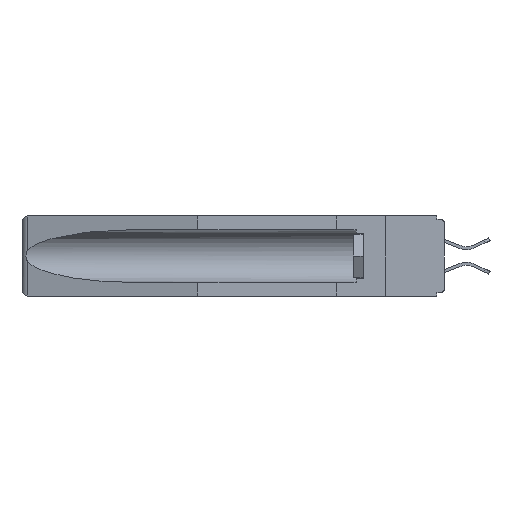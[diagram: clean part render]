
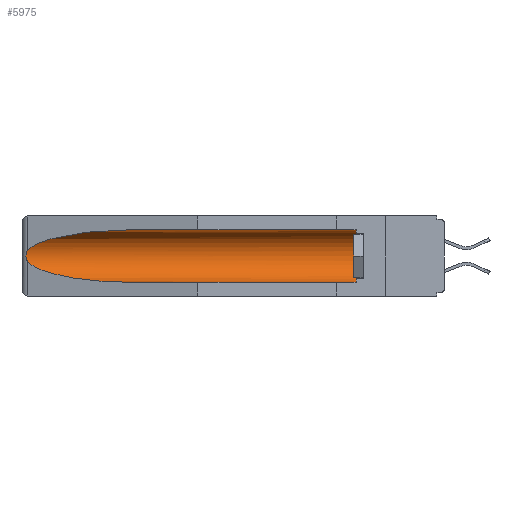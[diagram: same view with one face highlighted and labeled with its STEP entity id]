
A CAD part, left-side view. The second image highlights one B-rep face of the part: STEP entity #5975.
In plain terms, the highlighted cylindrical face has radius 2.857 mm (diameter 5.715 mm), a partial arc.
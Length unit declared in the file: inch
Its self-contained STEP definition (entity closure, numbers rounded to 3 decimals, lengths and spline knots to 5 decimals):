
#89 = CARTESIAN_POINT ( 'NONE',  ( 0.26537, 1.52718, -0.14972 ) ) ;
#5510 = B_SPLINE_CURVE_WITH_KNOTS ( 'NONE', 3,
 ( #22827, #28009, #10347, #7986, #13260, #7872, #20162, #5861, #17904, #15202 ),
 .UNSPECIFIED., .F., .F.,
 ( 4, 2, 2, 2, 4 ),
 ( 0., 0.00029, 0.00058, 0.00087, 0.00117 ),
 .UNSPECIFIED. ) ;
#5861 = CARTESIAN_POINT ( 'NONE',  ( 0.26655, 1.53094, -0.18657 ) ) ;
#5975 = ADVANCED_FACE ( 'NONE', ( #7339 ), #6214, .F. ) ;
#6214 = CYLINDRICAL_SURFACE ( 'NONE', #20191, 0.1125 ) ;
#6747 = LINE ( 'NONE', #27066, #10577 ) ;
#7339 = FACE_OUTER_BOUND ( 'NONE', #9002, .T. ) ;
#7466 = CARTESIAN_POINT ( 'NONE',  ( 0.21114, 1.30732, -0.059 ) ) ;
#7872 = CARTESIAN_POINT ( 'NONE',  ( 0.2675, 1.53308, -0.17534 ) ) ;
#7986 = CARTESIAN_POINT ( 'NONE',  ( 0.2673, 1.5327, -0.16383 ) ) ;
#9002 = EDGE_LOOP ( 'NONE', ( #21848, #20942, #9445, #20313, #9124, #25144 ) ) ;
#9124 = ORIENTED_EDGE ( 'NONE', *, *, #13247, .T. ) ;
#9445 = ORIENTED_EDGE ( 'NONE', *, *, #14569, .T. ) ;
#10347 = CARTESIAN_POINT ( 'NONE',  ( 0.26654, 1.53092, -0.15636 ) ) ;
#10577 = VECTOR ( 'NONE', #14831, 39.37008 ) ;
#10674 = VERTEX_POINT ( 'NONE', #20392 ) ;
#12936 = CARTESIAN_POINT ( 'NONE',  ( 0.155, -0.30754, -0.284 ) ) ;
#13230 = DIRECTION ( 'NONE',  ( 0., 0., 1. ) ) ;
#13247 = EDGE_CURVE ( 'NONE', #14247, #23000, #28480, .T. ) ;
#13260 = CARTESIAN_POINT ( 'NONE',  ( 0.2675, 1.53308, -0.16763 ) ) ;
#13817 = DIRECTION ( 'NONE',  ( 0., -1., 0. ) ) ;
#13943 = CARTESIAN_POINT ( 'NONE',  ( 0.25451, 1.48313, -0.24835 ) ) ;
#14247 = VERTEX_POINT ( 'NONE', #21823 ) ;
#14569 = EDGE_CURVE ( 'NONE', #20253, #28644, #27386, .T. ) ;
#14831 = DIRECTION ( 'NONE',  ( 0., 1., 0. ) ) ;
#14851 = EDGE_CURVE ( 'NONE', #10674, #21946, #21693, .T. ) ;
#15202 = CARTESIAN_POINT ( 'NONE',  ( 0.26537, 1.52718, -0.19328 ) ) ;
#17904 = CARTESIAN_POINT ( 'NONE',  ( 0.26597, 1.5296, -0.19026 ) ) ;
#17980 = CARTESIAN_POINT ( 'NONE',  ( 0.26537, 1.52718, -0.19328 ) ) ;
#19717 = AXIS2_PLACEMENT_3D ( 'NONE', #28991, #13817, #28681 ) ;
#19731 = CARTESIAN_POINT ( 'NONE',  ( 0.26537, 1.52718, -0.14972 ) ) ;
#20162 = CARTESIAN_POINT ( 'NONE',  ( 0.2673, 1.53269, -0.17917 ) ) ;
#20191 = AXIS2_PLACEMENT_3D ( 'NONE', #22682, #22791, #13230 ) ;
#20253 = VERTEX_POINT ( 'NONE', #17980 ) ;
#20313 = ORIENTED_EDGE ( 'NONE', *, *, #31028, .F. ) ;
#20392 = CARTESIAN_POINT ( 'NONE',  ( 0.155, 1.07973, -0.059 ) ) ;
#20942 = ORIENTED_EDGE ( 'NONE', *, *, #29970, .T. ) ;
#21381 = CARTESIAN_POINT ( 'NONE',  ( 0.155, 1.07973, -0.284 ) ) ;
#21693 =( BOUNDED_CURVE ( )  B_SPLINE_CURVE ( 3, ( #24771, #7466, #24667, #89 ),
 .UNSPECIFIED., .F., .F. ) 
 B_SPLINE_CURVE_WITH_KNOTS ( ( 4, 4 ),
 ( 4.71239, 6.08839 ),
 .UNSPECIFIED. ) 
 CURVE ( )  GEOMETRIC_REPRESENTATION_ITEM ( )  RATIONAL_B_SPLINE_CURVE ( ( 1., 0.848, 0.848, 1. ) ) 
 REPRESENTATION_ITEM ( '' )  );
#21823 = CARTESIAN_POINT ( 'NONE',  ( 0.155, 0.126, -0.284 ) ) ;
#21848 = ORIENTED_EDGE ( 'NONE', *, *, #14851, .T. ) ;
#21946 = VERTEX_POINT ( 'NONE', #19731 ) ;
#22610 = DIRECTION ( 'NONE',  ( 0., 1., 0. ) ) ;
#22682 = CARTESIAN_POINT ( 'NONE',  ( 0.155, -0.30754, -0.1715 ) ) ;
#22791 = DIRECTION ( 'NONE',  ( 0., 1., 0. ) ) ;
#22827 = CARTESIAN_POINT ( 'NONE',  ( 0.26537, 1.52718, -0.14972 ) ) ;
#23000 = VERTEX_POINT ( 'NONE', #31442 ) ;
#23639 = CARTESIAN_POINT ( 'NONE',  ( 0.26537, 1.52718, -0.19328 ) ) ;
#24667 = CARTESIAN_POINT ( 'NONE',  ( 0.25451, 1.48313, -0.09465 ) ) ;
#24771 = CARTESIAN_POINT ( 'NONE',  ( 0.155, 1.07973, -0.059 ) ) ;
#25144 = ORIENTED_EDGE ( 'NONE', *, *, #26907, .T. ) ;
#26314 = CARTESIAN_POINT ( 'NONE',  ( 0.21114, 1.30732, -0.284 ) ) ;
#26907 = EDGE_CURVE ( 'NONE', #23000, #10674, #6747, .T. ) ;
#27066 = CARTESIAN_POINT ( 'NONE',  ( 0.155, -0.30754, -0.059 ) ) ;
#27386 =( BOUNDED_CURVE ( )  B_SPLINE_CURVE ( 3, ( #23639, #13943, #26314, #21381 ),
 .UNSPECIFIED., .F., .F. ) 
 B_SPLINE_CURVE_WITH_KNOTS ( ( 4, 4 ),
 ( 0.1948, 1.5708 ),
 .UNSPECIFIED. ) 
 CURVE ( )  GEOMETRIC_REPRESENTATION_ITEM ( )  RATIONAL_B_SPLINE_CURVE ( ( 1., 0.848, 0.848, 1. ) ) 
 REPRESENTATION_ITEM ( '' )  );
#28009 = CARTESIAN_POINT ( 'NONE',  ( 0.26597, 1.52961, -0.15275 ) ) ;
#28480 = CIRCLE ( 'NONE', #19717, 0.1125 ) ;
#28481 = LINE ( 'NONE', #12936, #29239 ) ;
#28644 = VERTEX_POINT ( 'NONE', #31136 ) ;
#28681 = DIRECTION ( 'NONE',  ( 0., 0., 1. ) ) ;
#28991 = CARTESIAN_POINT ( 'NONE',  ( 0.155, 0.126, -0.1715 ) ) ;
#29239 = VECTOR ( 'NONE', #22610, 39.37008 ) ;
#29970 = EDGE_CURVE ( 'NONE', #21946, #20253, #5510, .T. ) ;
#31028 = EDGE_CURVE ( 'NONE', #14247, #28644, #28481, .T. ) ;
#31136 = CARTESIAN_POINT ( 'NONE',  ( 0.155, 1.07973, -0.284 ) ) ;
#31442 = CARTESIAN_POINT ( 'NONE',  ( 0.155, 0.126, -0.059 ) ) ;
